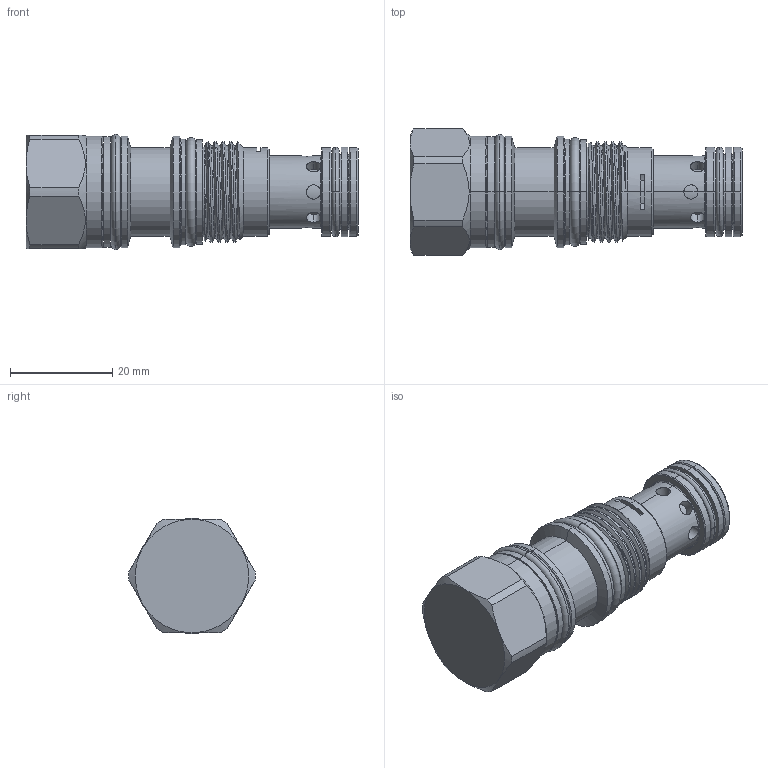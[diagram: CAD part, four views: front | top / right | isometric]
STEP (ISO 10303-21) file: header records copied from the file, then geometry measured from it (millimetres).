
FILE_DESCRIPTION (( 'STEP AP203' ), '1' );
FILE_NAME ('LP11A30(31)(3J)-N.STEP', '2016-06-06T00:53:49', ( '' ), ( '' ), 'SwSTEP 2.0', 'SolidWorks 2012', '' );
FILE_SCHEMA (( 'CONFIG_CONTROL_DESIGN' ));
Length unit declared in the file: millimetre
Products named in the file (1): LP11A30(31)(3J)-N
Bounding box: 65.03 x 24.79 x 22.56 mm (x, y, z)
Volume: 18486.8 mm3; surface area: 7345.4 mm2
Topology: 4 solids, 4 shells, 182 faces, 406 edges, 243 vertices
Faces by surface type: cylinder 90, torus 32, cone 31, plane 26, bspline 3
Entity records: 8321 total; most frequent: CARTESIAN_POINT 4265, DIRECTION 874, ORIENTED_EDGE 810, EDGE_CURVE 405, AXIS2_PLACEMENT_3D 380, VERTEX_POINT 242, CIRCLE 200, EDGE_LOOP 199
